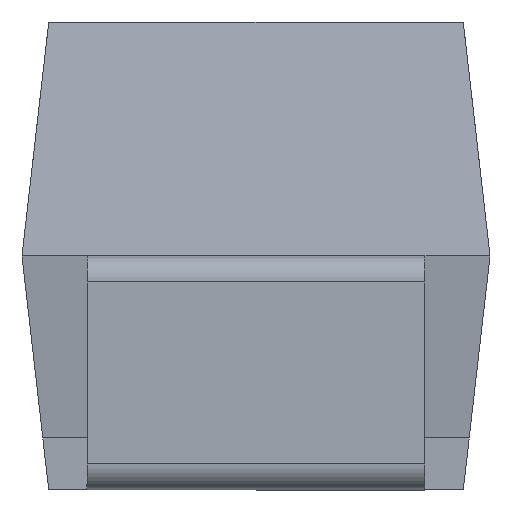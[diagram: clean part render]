
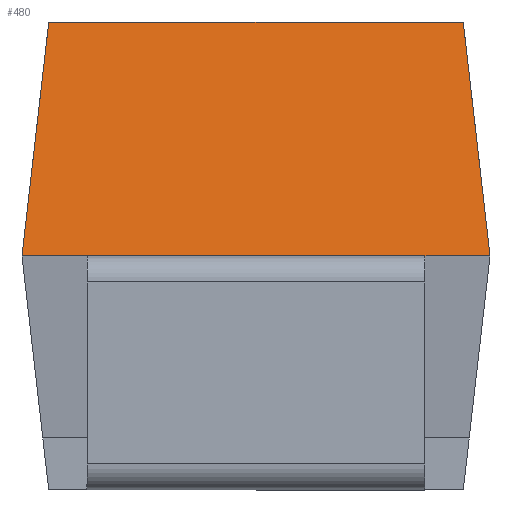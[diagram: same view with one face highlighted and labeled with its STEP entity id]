
A CAD part, left-side view. The second image highlights one B-rep face of the part: STEP entity #480.
In plain terms, the highlighted planar face has unit normal (-0.985, 0, 0.171).
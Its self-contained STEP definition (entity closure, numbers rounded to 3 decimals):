
#314 = VERTEX_POINT('',#315);
#315 = CARTESIAN_POINT('',(-1.53,-0.9,0.9));
#439 = EDGE_CURVE('',#440,#314,#442,.T.);
#440 = VERTEX_POINT('',#441);
#441 = CARTESIAN_POINT('',(-1.53,-0.65,0.9));
#442 = LINE('',#443,#444);
#443 = CARTESIAN_POINT('',(-1.53,0.9,0.9));
#444 = VECTOR('',#445,1.);
#445 = DIRECTION('',(0.,-1.,0.));
#455 = VERTEX_POINT('',#456);
#456 = CARTESIAN_POINT('',(-1.53,0.65,0.9));
#462 = EDGE_CURVE('',#463,#455,#465,.T.);
#463 = VERTEX_POINT('',#464);
#464 = CARTESIAN_POINT('',(-1.53,0.9,0.9));
#465 = LINE('',#466,#467);
#466 = CARTESIAN_POINT('',(-1.53,0.9,0.9));
#467 = VECTOR('',#468,1.);
#468 = DIRECTION('',(0.,-1.,0.));
#480 = ADVANCED_FACE('',(#481),#513,.T.);
#481 = FACE_BOUND('',#482,.T.);
#482 = EDGE_LOOP('',(#483,#493,#499,#500,#506,#507));
#483 = ORIENTED_EDGE('',*,*,#484,.F.);
#484 = EDGE_CURVE('',#485,#487,#489,.T.);
#485 = VERTEX_POINT('',#486);
#486 = CARTESIAN_POINT('',(-1.374,0.797,1.8));
#487 = VERTEX_POINT('',#488);
#488 = CARTESIAN_POINT('',(-1.374,-0.797,1.8));
#489 = LINE('',#490,#491);
#490 = CARTESIAN_POINT('',(-1.374,0.9,1.8));
#491 = VECTOR('',#492,1.);
#492 = DIRECTION('',(0.,-1.,0.));
#493 = ORIENTED_EDGE('',*,*,#494,.T.);
#494 = EDGE_CURVE('',#485,#463,#495,.T.);
#495 = LINE('',#496,#497);
#496 = CARTESIAN_POINT('',(-1.679,0.999,
    0.037));
#497 = VECTOR('',#498,1.);
#498 = DIRECTION('',(-0.169,0.112,-0.979));
#499 = ORIENTED_EDGE('',*,*,#462,.T.);
#500 = ORIENTED_EDGE('',*,*,#501,.T.);
#501 = EDGE_CURVE('',#455,#440,#502,.T.);
#502 = LINE('',#503,#504);
#503 = CARTESIAN_POINT('',(-1.53,0.9,0.9));
#504 = VECTOR('',#505,1.);
#505 = DIRECTION('',(0.,-1.,0.));
#506 = ORIENTED_EDGE('',*,*,#439,.T.);
#507 = ORIENTED_EDGE('',*,*,#508,.F.);
#508 = EDGE_CURVE('',#487,#314,#509,.T.);
#509 = LINE('',#510,#511);
#510 = CARTESIAN_POINT('',(-1.645,-0.976,0.234
    ));
#511 = VECTOR('',#512,1.);
#512 = DIRECTION('',(-0.169,-0.112,-0.979));
#513 = PLANE('',#514);
#514 = AXIS2_PLACEMENT_3D('',#515,#516,#517);
#515 = CARTESIAN_POINT('',(-1.681,0.9,0.026));
#516 = DIRECTION('',(-0.985,0.,0.171)
  );
#517 = DIRECTION('',(-0.171,0.,-0.985)
  );
